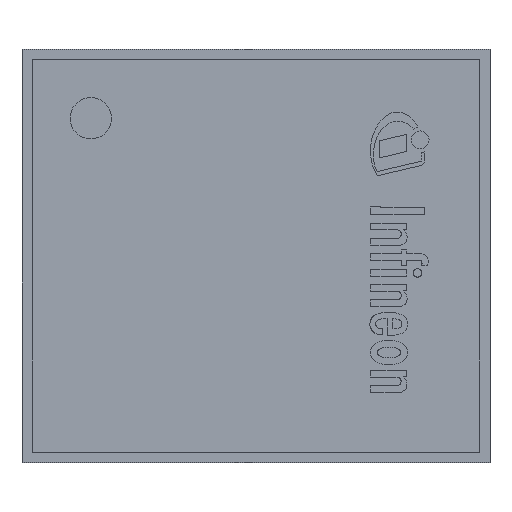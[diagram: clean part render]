
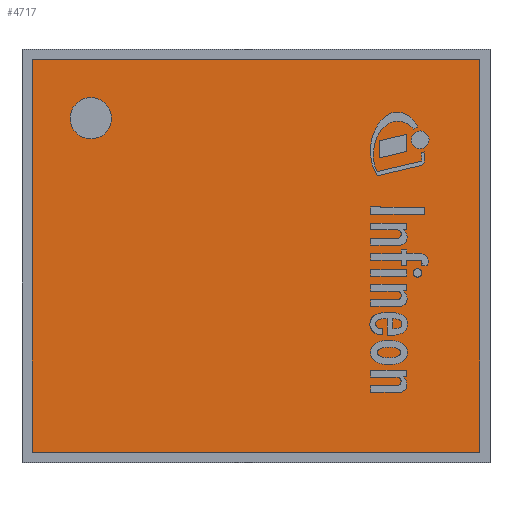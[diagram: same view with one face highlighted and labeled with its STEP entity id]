
A CAD part, top view. The second image highlights one B-rep face of the part: STEP entity #4717.
In plain terms, the highlighted planar face has unit normal (0, 0, 1).
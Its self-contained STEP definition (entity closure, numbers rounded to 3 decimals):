
#20=FACE_BOUND('',#810,.T.);
#29=CIRCLE('',#5020,0.15);
#523=FACE_OUTER_BOUND('',#809,.T.);
#809=EDGE_LOOP('',(#3180,#3181,#3182,#3183));
#810=EDGE_LOOP('',(#3184));
#1103=LINE('',#7209,#1527);
#1106=LINE('',#7215,#1530);
#1109=LINE('',#7221,#1533);
#1112=LINE('',#7225,#1536);
#1527=VECTOR('',#5627,1.);
#1530=VECTOR('',#5632,1.);
#1533=VECTOR('',#5637,1.);
#1536=VECTOR('',#5642,1.);
#1946=VERTEX_POINT('',#7199);
#1949=VERTEX_POINT('',#7206);
#1950=VERTEX_POINT('',#7208);
#1952=VERTEX_POINT('',#7214);
#1954=VERTEX_POINT('',#7220);
#2430=EDGE_CURVE('',#1946,#1946,#29,.T.);
#2433=EDGE_CURVE('',#1950,#1949,#1103,.T.);
#2436=EDGE_CURVE('',#1952,#1950,#1106,.T.);
#2439=EDGE_CURVE('',#1954,#1952,#1109,.T.);
#2442=EDGE_CURVE('',#1949,#1954,#1112,.T.);
#3180=ORIENTED_EDGE('',*,*,#2442,.T.);
#3181=ORIENTED_EDGE('',*,*,#2439,.T.);
#3182=ORIENTED_EDGE('',*,*,#2436,.T.);
#3183=ORIENTED_EDGE('',*,*,#2433,.T.);
#3184=ORIENTED_EDGE('',*,*,#2430,.T.);
#4577=PLANE('',#5027);
#4717=ADVANCED_FACE('',(#523,#20),#4577,.T.);
#5020=AXIS2_PLACEMENT_3D('',#7200,#5619,#5620);
#5027=AXIS2_PLACEMENT_3D('',#7227,#5645,#5646);
#5619=DIRECTION('center_axis',(0.,0.,-1.));
#5620=DIRECTION('ref_axis',(0.,1.,0.));
#5627=DIRECTION('',(1.,0.,0.));
#5632=DIRECTION('',(0.,-1.,0.));
#5637=DIRECTION('',(-1.,0.,0.));
#5642=DIRECTION('',(0.,1.,0.));
#5645=DIRECTION('center_axis',(0.,0.,1.));
#5646=DIRECTION('ref_axis',(0.,-1.,0.));
#7199=CARTESIAN_POINT('',(-1.2,0.85,0.65));
#7200=CARTESIAN_POINT('Origin',(-1.2,1.,0.65));
#7206=CARTESIAN_POINT('',(1.625,-1.425,0.65));
#7208=CARTESIAN_POINT('',(-1.625,-1.425,0.65));
#7209=CARTESIAN_POINT('',(1.625,-1.425,0.65));
#7214=CARTESIAN_POINT('',(-1.625,1.425,0.65));
#7215=CARTESIAN_POINT('',(-1.625,-1.425,0.65));
#7220=CARTESIAN_POINT('',(1.625,1.425,0.65));
#7221=CARTESIAN_POINT('',(-1.625,1.425,0.65));
#7225=CARTESIAN_POINT('',(1.625,1.425,0.65));
#7227=CARTESIAN_POINT('Origin',(0.,0.,0.65));
